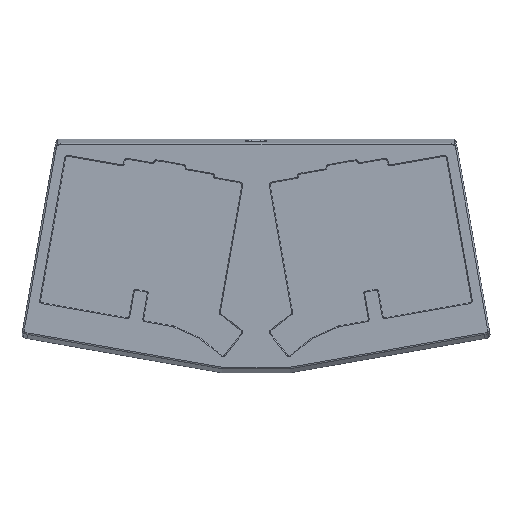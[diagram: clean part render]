
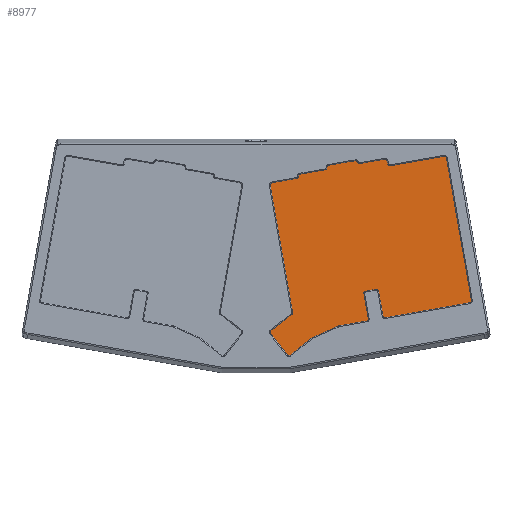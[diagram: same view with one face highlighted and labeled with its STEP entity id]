
A CAD part, top view. The second image highlights one B-rep face of the part: STEP entity #8977.
In plain terms, the highlighted planar face has unit normal (0, 0, 1).
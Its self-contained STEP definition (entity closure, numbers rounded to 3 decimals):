
#392=PLANE('',#9865);
#948=LINE('',#18625,#1597);
#949=LINE('',#18627,#1598);
#950=LINE('',#18629,#1599);
#951=LINE('',#18633,#1600);
#952=LINE('',#18637,#1601);
#953=LINE('',#18641,#1602);
#954=LINE('',#18644,#1603);
#1597=VECTOR('',#12077,10.);
#1598=VECTOR('',#12078,10.);
#1599=VECTOR('',#12079,10.);
#1600=VECTOR('',#12082,10.);
#1601=VECTOR('',#12085,10.);
#1602=VECTOR('',#12088,10.);
#1603=VECTOR('',#12091,10.);
#2373=FACE_OUTER_BOUND('',#2939,.T.);
#2939=EDGE_LOOP('',(#7910,#7911,#7912,#7913,#7914,#7915,#7916,#7917,#7918,
#7919,#7920,#7921));
#3526=CIRCLE('',#9863,1.);
#3527=CIRCLE('',#9866,1.3);
#3528=CIRCLE('',#9867,1.3);
#3529=CIRCLE('',#9868,2.525);
#3530=CIRCLE('',#9869,2.);
#4298=VERTEX_POINT('',#18615);
#4299=VERTEX_POINT('',#18616);
#4302=VERTEX_POINT('',#18624);
#4303=VERTEX_POINT('',#18626);
#4304=VERTEX_POINT('',#18628);
#4305=VERTEX_POINT('',#18630);
#4306=VERTEX_POINT('',#18632);
#4307=VERTEX_POINT('',#18634);
#4308=VERTEX_POINT('',#18636);
#4309=VERTEX_POINT('',#18638);
#4310=VERTEX_POINT('',#18640);
#4311=VERTEX_POINT('',#18642);
#5539=EDGE_CURVE('',#4298,#4299,#3526,.T.);
#5543=EDGE_CURVE('',#4298,#4302,#948,.T.);
#5544=EDGE_CURVE('',#4303,#4302,#949,.T.);
#5545=EDGE_CURVE('',#4304,#4303,#950,.T.);
#5546=EDGE_CURVE('',#4304,#4305,#3527,.T.);
#5547=EDGE_CURVE('',#4306,#4305,#951,.T.);
#5548=EDGE_CURVE('',#4306,#4307,#3528,.T.);
#5549=EDGE_CURVE('',#4308,#4307,#952,.T.);
#5550=EDGE_CURVE('',#4309,#4308,#3529,.F.);
#5551=EDGE_CURVE('',#4309,#4310,#953,.T.);
#5552=EDGE_CURVE('',#4311,#4310,#3530,.T.);
#5553=EDGE_CURVE('',#4311,#4299,#954,.T.);
#7910=ORIENTED_EDGE('',*,*,#5539,.F.);
#7911=ORIENTED_EDGE('',*,*,#5543,.T.);
#7912=ORIENTED_EDGE('',*,*,#5544,.F.);
#7913=ORIENTED_EDGE('',*,*,#5545,.F.);
#7914=ORIENTED_EDGE('',*,*,#5546,.T.);
#7915=ORIENTED_EDGE('',*,*,#5547,.F.);
#7916=ORIENTED_EDGE('',*,*,#5548,.T.);
#7917=ORIENTED_EDGE('',*,*,#5549,.F.);
#7918=ORIENTED_EDGE('',*,*,#5550,.F.);
#7919=ORIENTED_EDGE('',*,*,#5551,.T.);
#7920=ORIENTED_EDGE('',*,*,#5552,.F.);
#7921=ORIENTED_EDGE('',*,*,#5553,.T.);
#8977=ADVANCED_FACE('',(#2373),#392,.T.);
#9863=AXIS2_PLACEMENT_3D('',#18617,#12069,#12070);
#9865=AXIS2_PLACEMENT_3D('',#18623,#12075,#12076);
#9866=AXIS2_PLACEMENT_3D('',#18631,#12080,#12081);
#9867=AXIS2_PLACEMENT_3D('',#18635,#12083,#12084);
#9868=AXIS2_PLACEMENT_3D('',#18639,#12086,#12087);
#9869=AXIS2_PLACEMENT_3D('',#18643,#12089,#12090);
#12069=DIRECTION('center_axis',(0.,0.,-1.));
#12070=DIRECTION('ref_axis',(-0.707,0.707,0.));
#12075=DIRECTION('center_axis',(0.,0.,1.));
#12076=DIRECTION('ref_axis',(1.,0.,0.));
#12077=DIRECTION('',(0.,-1.,0.));
#12078=DIRECTION('',(-1.,0.,0.));
#12079=DIRECTION('',(-0.985,-0.174,0.));
#12080=DIRECTION('center_axis',(0.,0.,1.));
#12081=DIRECTION('ref_axis',(0.819,-0.574,0.));
#12082=DIRECTION('',(0.174,-0.985,0.));
#12083=DIRECTION('center_axis',(0.,0.,1.));
#12084=DIRECTION('ref_axis',(0.643,0.766,0.));
#12085=DIRECTION('',(1.,0.,0.));
#12086=DIRECTION('center_axis',(0.,0.,-1.));
#12087=DIRECTION('ref_axis',(-0.707,-0.707,0.));
#12088=DIRECTION('',(0.,-1.,0.));
#12089=DIRECTION('center_axis',(0.,0.,1.));
#12090=DIRECTION('ref_axis',(0.707,-0.707,0.));
#12091=DIRECTION('',(-1.,0.,0.));
#18615=CARTESIAN_POINT('',(3.,50.898,-7.333));
#18616=CARTESIAN_POINT('',(4.,51.898,-7.333));
#18617=CARTESIAN_POINT('Origin',(4.,50.898,-7.333));
#18623=CARTESIAN_POINT('Origin',(0.,0.,
-7.333));
#18624=CARTESIAN_POINT('',(3.,-64.707,-7.333));
#18625=CARTESIAN_POINT('',(3.,-3.202,-7.333));
#18626=CARTESIAN_POINT('',(21.121,-64.707,-7.333));
#18627=CARTESIAN_POINT('',(10.56,-64.707,-7.333));
#18628=CARTESIAN_POINT('',(140.723,-43.618,-7.333));
#18629=CARTESIAN_POINT('',(76.853,-54.88,-7.333));
#18630=CARTESIAN_POINT('',(141.778,-42.112,-7.333));
#18631=CARTESIAN_POINT('Origin',(140.497,-42.338,-7.333));
#18632=CARTESIAN_POINT('',(123.132,63.633,-7.333));
#18633=CARTESIAN_POINT('',(126.622,43.842,-7.333));
#18634=CARTESIAN_POINT('',(121.852,64.707,-7.333));
#18635=CARTESIAN_POINT('Origin',(121.852,63.407,-7.333));
#18636=CARTESIAN_POINT('',(12.525,64.707,-7.333));
#18637=CARTESIAN_POINT('',(-61.471,64.707,-7.333));
#18638=CARTESIAN_POINT('',(10.,67.232,-7.333));
#18639=CARTESIAN_POINT('Origin',(12.525,67.232,-7.333));
#18640=CARTESIAN_POINT('',(10.,53.898,-7.333));
#18641=CARTESIAN_POINT('',(10.,35.449,-7.333));
#18642=CARTESIAN_POINT('',(8.,51.898,-7.333));
#18643=CARTESIAN_POINT('Origin',(8.,53.898,-7.333));
#18644=CARTESIAN_POINT('',(5.,51.898,-7.333));
